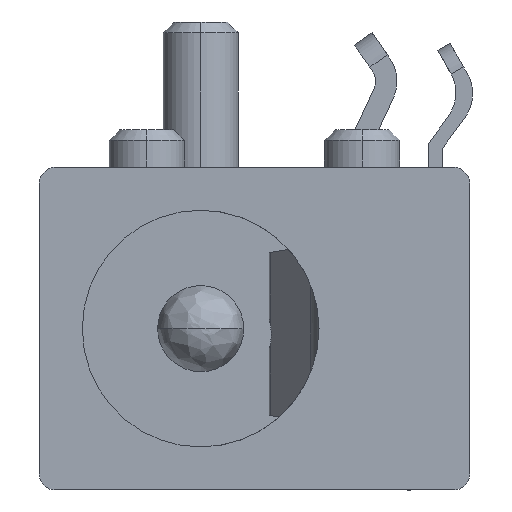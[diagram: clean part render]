
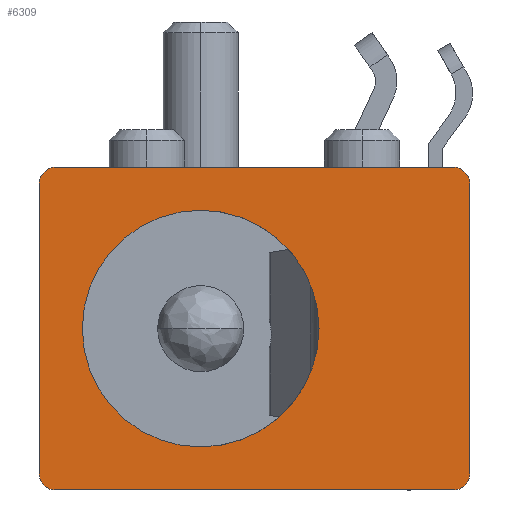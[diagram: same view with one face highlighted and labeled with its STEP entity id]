
A CAD part, left-side view. The second image highlights one B-rep face of the part: STEP entity #6309.
In plain terms, the highlighted planar face has unit normal (-1, 0, 0).
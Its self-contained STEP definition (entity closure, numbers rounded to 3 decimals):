
#102 = DIRECTION ( 'NONE',  ( 1., 0., 0. ) ) ;
#254 = LINE ( 'NONE', #6839, #2673 ) ;
#278 = EDGE_CURVE ( 'NONE', #6191, #1722, #1874, .T. ) ;
#386 = DIRECTION ( 'NONE',  ( 0., 1., 0. ) ) ;
#390 = DIRECTION ( 'NONE',  ( 0., 0., 1. ) ) ;
#398 = CARTESIAN_POINT ( 'NONE',  ( 0., -5., 2.7 ) ) ;
#498 = PLANE ( 'NONE',  #3590 ) ;
#566 = ORIENTED_EDGE ( 'NONE', *, *, #4742, .T. ) ;
#573 = DIRECTION ( 'NONE',  ( -1., 0., 0. ) ) ;
#593 = VERTEX_POINT ( 'NONE', #2345 ) ;
#619 = CARTESIAN_POINT ( 'NONE',  ( 0., 2.7, -3. ) ) ;
#705 = DIRECTION ( 'NONE',  ( 1., 0., 0. ) ) ;
#792 = LINE ( 'NONE', #6200, #6403 ) ;
#825 = CIRCLE ( 'NONE', #6148, 2.2 ) ;
#962 = ORIENTED_EDGE ( 'NONE', *, *, #4782, .F. ) ;
#970 = ORIENTED_EDGE ( 'NONE', *, *, #4528, .F. ) ;
#978 = DIRECTION ( 'NONE',  ( 1., 0., 0. ) ) ;
#1023 = CARTESIAN_POINT ( 'NONE',  ( 0., 0., -2.2 ) ) ;
#1026 = CIRCLE ( 'NONE', #3015, 0.3 ) ;
#1186 = CIRCLE ( 'NONE', #1862, 2.2 ) ;
#1206 = DIRECTION ( 'NONE',  ( 0., 0., -1. ) ) ;
#1323 = DIRECTION ( 'NONE',  ( 0., 0., -1. ) ) ;
#1667 = CARTESIAN_POINT ( 'NONE',  ( 0., 2.7, 3. ) ) ;
#1711 = EDGE_CURVE ( 'NONE', #4480, #5368, #792, .T. ) ;
#1722 = VERTEX_POINT ( 'NONE', #5134 ) ;
#1862 = AXIS2_PLACEMENT_3D ( 'NONE', #4376, #5426, #5977 ) ;
#1874 = LINE ( 'NONE', #4937, #5832 ) ;
#1970 = CARTESIAN_POINT ( 'NONE',  ( 0., 3., 2.7 ) ) ;
#1982 = CARTESIAN_POINT ( 'NONE',  ( 0., 0., 0. ) ) ;
#2053 = EDGE_CURVE ( 'NONE', #4480, #2306, #6736, .T. ) ;
#2202 = EDGE_LOOP ( 'NONE', ( #3794, #3316, #962, #2298, #6698, #970, #3352, #4194 ) ) ;
#2298 = ORIENTED_EDGE ( 'NONE', *, *, #278, .T. ) ;
#2306 = VERTEX_POINT ( 'NONE', #398 ) ;
#2345 = CARTESIAN_POINT ( 'NONE',  ( 0., 2.7, -3. ) ) ;
#2469 = EDGE_CURVE ( 'NONE', #3488, #3755, #1026, .T. ) ;
#2517 = DIRECTION ( 'NONE',  ( 0., 0., -1. ) ) ;
#2648 = DIRECTION ( 'NONE',  ( 0., 0., 1. ) ) ;
#2673 = VECTOR ( 'NONE', #3176, 1000. ) ;
#2730 = EDGE_LOOP ( 'NONE', ( #566, #3269 ) ) ;
#2798 = CARTESIAN_POINT ( 'NONE',  ( 0., -4.7, 2.7 ) ) ;
#3015 = AXIS2_PLACEMENT_3D ( 'NONE', #6396, #573, #4893 ) ;
#3176 = DIRECTION ( 'NONE',  ( 0., 0., 1. ) ) ;
#3201 = LINE ( 'NONE', #619, #5698 ) ;
#3269 = ORIENTED_EDGE ( 'NONE', *, *, #5441, .T. ) ;
#3316 = ORIENTED_EDGE ( 'NONE', *, *, #1711, .T. ) ;
#3352 = ORIENTED_EDGE ( 'NONE', *, *, #2469, .T. ) ;
#3488 = VERTEX_POINT ( 'NONE', #3881 ) ;
#3536 = CIRCLE ( 'NONE', #3567, 0.3 ) ;
#3567 = AXIS2_PLACEMENT_3D ( 'NONE', #5950, #102, #1206 ) ;
#3590 = AXIS2_PLACEMENT_3D ( 'NONE', #5292, #4780, #2648 ) ;
#3755 = VERTEX_POINT ( 'NONE', #4399 ) ;
#3794 = ORIENTED_EDGE ( 'NONE', *, *, #2053, .F. ) ;
#3881 = CARTESIAN_POINT ( 'NONE',  ( 0., -4.7, -3. ) ) ;
#4194 = ORIENTED_EDGE ( 'NONE', *, *, #6630, .T. ) ;
#4376 = CARTESIAN_POINT ( 'NONE',  ( 0., 0., 0. ) ) ;
#4399 = CARTESIAN_POINT ( 'NONE',  ( 0., -5., -2.7 ) ) ;
#4417 = AXIS2_PLACEMENT_3D ( 'NONE', #5136, #6737, #2517 ) ;
#4430 = DIRECTION ( 'NONE',  ( 0., 0., -1. ) ) ;
#4480 = VERTEX_POINT ( 'NONE', #6300 ) ;
#4528 = EDGE_CURVE ( 'NONE', #3488, #593, #3201, .T. ) ;
#4590 = FACE_BOUND ( 'NONE', #2730, .T. ) ;
#4742 = EDGE_CURVE ( 'NONE', #5536, #6667, #825, .T. ) ;
#4780 = DIRECTION ( 'NONE',  ( -1., 0., 0. ) ) ;
#4782 = EDGE_CURVE ( 'NONE', #6191, #5368, #5851, .T. ) ;
#4893 = DIRECTION ( 'NONE',  ( 0., 0., -1. ) ) ;
#4937 = CARTESIAN_POINT ( 'NONE',  ( 0., 3., 3. ) ) ;
#4986 = EDGE_CURVE ( 'NONE', #593, #1722, #3536, .T. ) ;
#5134 = CARTESIAN_POINT ( 'NONE',  ( 0., 3., -2.7 ) ) ;
#5136 = CARTESIAN_POINT ( 'NONE',  ( 0., 2.7, 2.7 ) ) ;
#5292 = CARTESIAN_POINT ( 'NONE',  ( 0., 3., 3. ) ) ;
#5359 = CARTESIAN_POINT ( 'NONE',  ( 0., 0., 2.2 ) ) ;
#5368 = VERTEX_POINT ( 'NONE', #1667 ) ;
#5426 = DIRECTION ( 'NONE',  ( 1., 0., 0. ) ) ;
#5441 = EDGE_CURVE ( 'NONE', #6667, #5536, #1186, .T. ) ;
#5536 = VERTEX_POINT ( 'NONE', #5359 ) ;
#5643 = AXIS2_PLACEMENT_3D ( 'NONE', #2798, #705, #4430 ) ;
#5698 = VECTOR ( 'NONE', #6419, 1000. ) ;
#5832 = VECTOR ( 'NONE', #1323, 1000. ) ;
#5851 = CIRCLE ( 'NONE', #4417, 0.3 ) ;
#5950 = CARTESIAN_POINT ( 'NONE',  ( 0., 2.7, -2.7 ) ) ;
#5966 = FACE_OUTER_BOUND ( 'NONE', #2202, .T. ) ;
#5977 = DIRECTION ( 'NONE',  ( 0., 0., 1. ) ) ;
#6148 = AXIS2_PLACEMENT_3D ( 'NONE', #1982, #978, #390 ) ;
#6191 = VERTEX_POINT ( 'NONE', #1970 ) ;
#6200 = CARTESIAN_POINT ( 'NONE',  ( 0., 3., 3. ) ) ;
#6300 = CARTESIAN_POINT ( 'NONE',  ( 0., -4.7, 3. ) ) ;
#6309 = ADVANCED_FACE ( 'NONE', ( #5966, #4590 ), #498, .T. ) ;
#6396 = CARTESIAN_POINT ( 'NONE',  ( 0., -4.7, -2.7 ) ) ;
#6403 = VECTOR ( 'NONE', #386, 1000. ) ;
#6419 = DIRECTION ( 'NONE',  ( 0., 1., 0. ) ) ;
#6630 = EDGE_CURVE ( 'NONE', #3755, #2306, #254, .T. ) ;
#6667 = VERTEX_POINT ( 'NONE', #1023 ) ;
#6698 = ORIENTED_EDGE ( 'NONE', *, *, #4986, .F. ) ;
#6736 = CIRCLE ( 'NONE', #5643, 0.3 ) ;
#6737 = DIRECTION ( 'NONE',  ( 1., 0., 0. ) ) ;
#6839 = CARTESIAN_POINT ( 'NONE',  ( 0., -5., 3. ) ) ;
